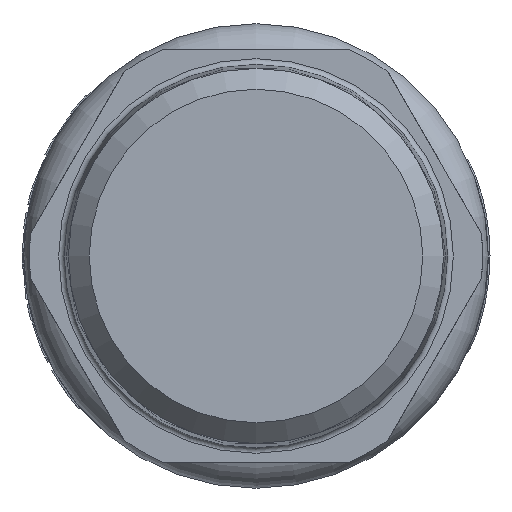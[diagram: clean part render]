
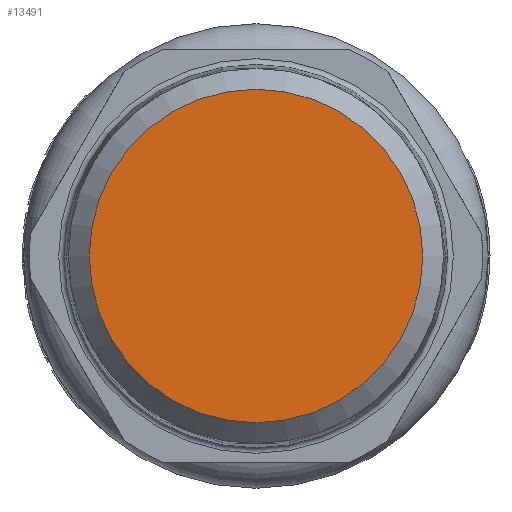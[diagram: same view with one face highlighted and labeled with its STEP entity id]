
A CAD part, left-side view. The second image highlights one B-rep face of the part: STEP entity #13491.
In plain terms, the highlighted planar face has unit normal (-1, 0, 0).
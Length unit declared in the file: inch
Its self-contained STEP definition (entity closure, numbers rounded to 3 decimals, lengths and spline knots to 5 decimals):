
#2990=FACE_OUTER_BOUND('',#3734,.T.);
#3734=EDGE_LOOP('',(#11572,#11573));
#4396=CIRCLE('',#14780,0.57231);
#4397=CIRCLE('',#14781,0.57231);
#5690=VERTEX_POINT('',#28150);
#5691=VERTEX_POINT('',#28151);
#7663=EDGE_CURVE('',#5690,#5691,#4396,.T.);
#7664=EDGE_CURVE('',#5691,#5690,#4397,.T.);
#11572=ORIENTED_EDGE('',*,*,#7663,.T.);
#11573=ORIENTED_EDGE('',*,*,#7664,.T.);
#12067=PLANE('',#14779);
#13491=ADVANCED_FACE('',(#2990),#12067,.T.);
#14779=AXIS2_PLACEMENT_3D('',#28149,#17841,#17842);
#14780=AXIS2_PLACEMENT_3D('',#28152,#17843,#17844);
#14781=AXIS2_PLACEMENT_3D('',#28153,#17845,#17846);
#17841=DIRECTION('center_axis',(-1.,0.,0.));
#17842=DIRECTION('ref_axis',(0.,1.,0.));
#17843=DIRECTION('center_axis',(-1.,0.,0.));
#17844=DIRECTION('ref_axis',(0.,-1.,0.));
#17845=DIRECTION('center_axis',(-1.,0.,0.));
#17846=DIRECTION('ref_axis',(0.,-1.,0.));
#28149=CARTESIAN_POINT('Origin',(-1.48819,-0.64163,0.));
#28150=CARTESIAN_POINT('',(-1.48819,-0.57231,0.));
#28151=CARTESIAN_POINT('',(-1.48819,0.57231,0.));
#28152=CARTESIAN_POINT('Origin',(-1.48819,0.,
0.));
#28153=CARTESIAN_POINT('Origin',(-1.48819,0.,
0.));
